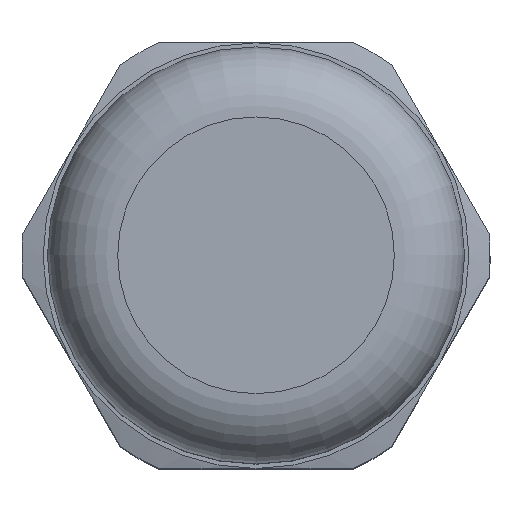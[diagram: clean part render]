
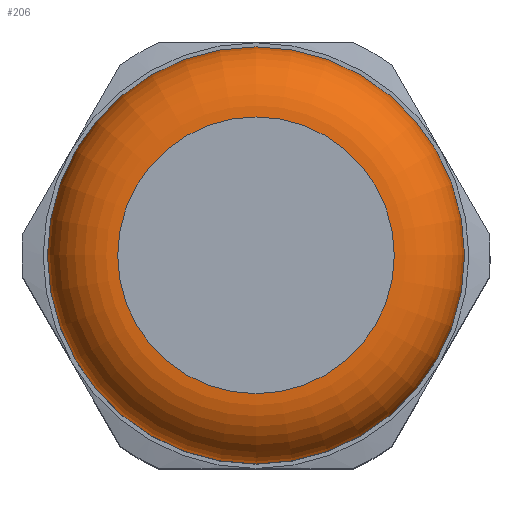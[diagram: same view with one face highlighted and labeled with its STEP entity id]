
A CAD part, top view. The second image highlights one B-rep face of the part: STEP entity #206.
In plain terms, the highlighted toroidal (fillet/blend) face has major radius 6.5 mm and minor radius 3.3 mm.
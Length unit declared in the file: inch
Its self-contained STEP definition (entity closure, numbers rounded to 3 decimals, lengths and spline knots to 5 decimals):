
#175=CARTESIAN_POINT('',(-0.12795,0.22162,2.00995));
#176=VERTEX_POINT('',#175);
#177=CARTESIAN_POINT('',(0.,0.,2.00995));
#178=DIRECTION('',(0.,0.,-1.0));
#179=DIRECTION('',(0.5,-0.866,0.));
#180=AXIS2_PLACEMENT_3D('',#177,#178,#179);
#181=CIRCLE('',#180,0.25591);
#182=EDGE_CURVE('',#176,#176,#181,.T.);
#187=CARTESIAN_POINT('',(0.,0.,1.88003));
#188=DIRECTION('',(0.,0.,-1.0));
#189=DIRECTION('',(0.5,-0.866,0.));
#190=AXIS2_PLACEMENT_3D('',#187,#188,#189);
#191=TOROIDAL_SURFACE('',#190,0.25591,0.12992);
#192=ORIENTED_EDGE('',*,*,#182,.T.);
#193=EDGE_LOOP('',(#192));
#194=FACE_OUTER_BOUND('',#193,.T.);
#195=CARTESIAN_POINT('',(-0.19291,0.33414,1.88003));
#196=VERTEX_POINT('',#195);
#197=CARTESIAN_POINT('',(0.,0.,1.88003));
#198=DIRECTION('',(0.,0.,1.0));
#199=DIRECTION('',(0.5,-0.866,0.));
#200=AXIS2_PLACEMENT_3D('',#197,#198,#199);
#201=CIRCLE('',#200,0.38583);
#202=EDGE_CURVE('',#196,#196,#201,.T.);
#203=ORIENTED_EDGE('',*,*,#202,.T.);
#204=EDGE_LOOP('',(#203));
#205=FACE_BOUND('',#204,.T.);
#206=ADVANCED_FACE('',(#194,#205),#191,.T.);
